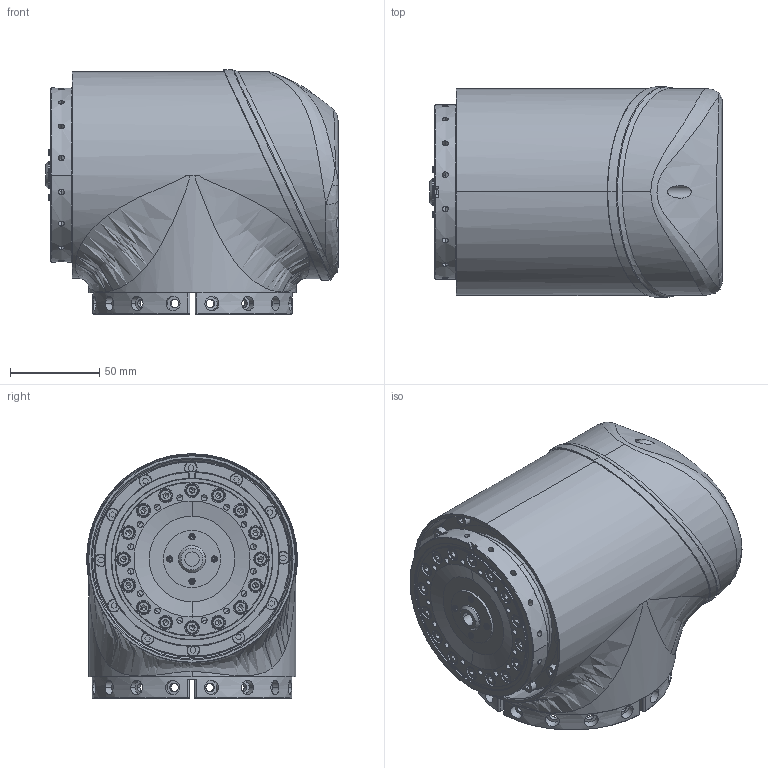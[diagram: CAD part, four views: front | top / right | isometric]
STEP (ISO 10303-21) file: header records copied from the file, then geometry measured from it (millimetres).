
FILE_DESCRIPTION (( 'STEP AP203' ), '1' );
FILE_NAME ('3212501-000000-002 RJSII-25壽誹L倰-RevB1.STEP', '2023-04-19T02:23:49', ( '' ), ( '' ), 'SwSTEP 2.0', 'SolidWorks 2016', '' );
FILE_SCHEMA (( 'CONFIG_CONTROL_DESIGN' ));
Products named in the file (1): 3212501-000000-002 RJSII-25壽誹L倰-RevB1
Bounding box: 163.99 x 117.96 x 137 mm (x, y, z)
Volume: 1703136.6 mm3; surface area: 151103.3 mm2
Topology: 22 solids, 70 shells, 1816 faces, 4144 edges, 2513 vertices
Faces by surface type: cylinder 703, plane 647, cone 308, bspline 72, torus 70, sphere 16
Entity records: 62847 total; most frequent: CARTESIAN_POINT 22062, DIRECTION 8968, ORIENTED_EDGE 7980, EDGE_CURVE 3990, AXIS2_PLACEMENT_3D 3558, VERTEX_POINT 2513, EDGE_LOOP 2095, LINE 1852
